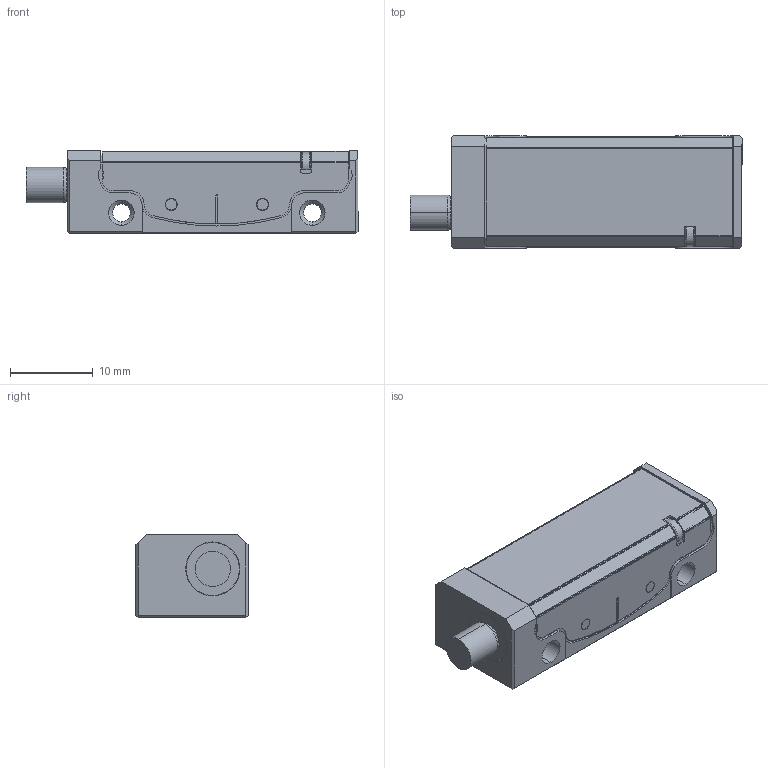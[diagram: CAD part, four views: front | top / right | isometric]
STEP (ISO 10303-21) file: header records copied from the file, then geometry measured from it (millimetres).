
FILE_DESCRIPTION (( 'STEP AP214' ), '1' );
FILE_NAME ('RENISHAW_VIONiC_readhead_defeature.STEP', '2021-03-15T16:18:36', ( '' ), ( '' ), 'SwSTEP 2.0', 'SolidWorks 2020', '' );
FILE_SCHEMA (( 'AUTOMOTIVE_DESIGN' ));
Length unit declared in the file: millimetre
Products named in the file (1): RENISHAW_VIONiC_readhead_defeature
Bounding box: 40 x 13.5 x 10 mm (x, y, z)
Volume: 4344.7 mm3; surface area: 2913 mm2
Topology: 1 solids, 1 shells, 251 faces, 699 edges, 456 vertices
Faces by surface type: plane 119, cylinder 98, cone 28, bspline 6
Entity records: 9407 total; most frequent: CARTESIAN_POINT 1549, DIRECTION 1429, ORIENTED_EDGE 1398, EDGE_CURVE 699, AXIS2_PLACEMENT_3D 492, VERTEX_POINT 456, VECTOR 445, LINE 445
